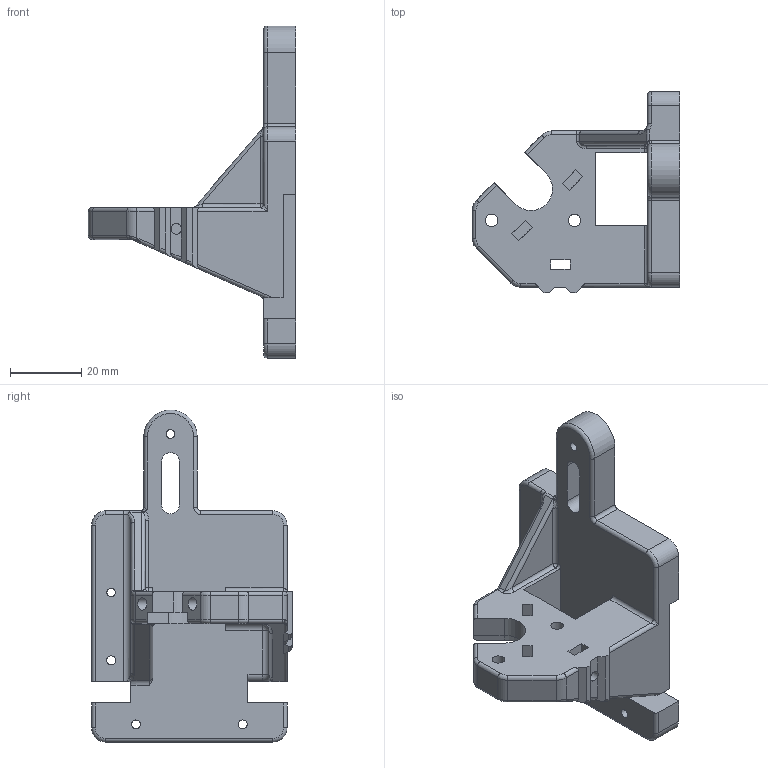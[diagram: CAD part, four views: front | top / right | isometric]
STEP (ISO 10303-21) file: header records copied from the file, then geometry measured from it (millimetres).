
FILE_DESCRIPTION(('STEP AP214'),'1');
FILE_NAME('Basic Mount Single.stp','2017-10-14T07:06:46',(' '),(' '),'Spatial InterOp 3D',' ',' ');
FILE_SCHEMA(('automotive_design'));
Length unit declared in the file: millimetre
Products named in the file (1): Basic Mount Single
Bounding box: 58.28 x 56.51 x 93.38 mm (x, y, z)
Volume: 45518.6 mm3; surface area: 17960.6 mm2
Topology: 1 solids, 1 shells, 223 faces, 579 edges, 364 vertices
Faces by surface type: plane 102, cylinder 82, torus 20, bspline 16, sphere 3
Full cylindrical faces by diameter (mm): 2.384 x2, 2.468 x1, 2.516 x2, 2.569 x2, 3 x2, 3.084 x1, 3.092 x4, 3.5 x6, 4.744 x1
Entity records: 10242 total; most frequent: CARTESIAN_POINT 3092, DIRECTION 1101, ORIENTED_EDGE 1088, EDGE_CURVE 544, AXIS2_PLACEMENT_3D 394, VERTEX_POINT 356, LINE 313, VECTOR 313
